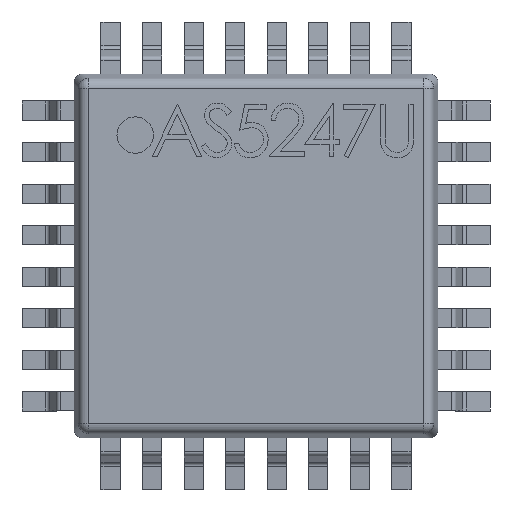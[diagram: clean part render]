
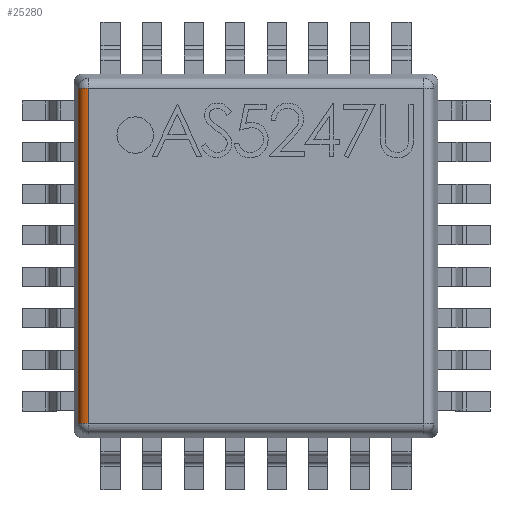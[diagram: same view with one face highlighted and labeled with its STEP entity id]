
A CAD part, top view. The second image highlights one B-rep face of the part: STEP entity #25280.
In plain terms, the highlighted cylindrical face has radius 0.2 mm (diameter 0.4 mm), a partial arc.
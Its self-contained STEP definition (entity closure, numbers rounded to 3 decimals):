
#693 = VERTEX_POINT ( 'NONE', #26188 ) ;
#924 = AXIS2_PLACEMENT_3D ( 'NONE', #14287, #2956, #935 ) ;
#935 = DIRECTION ( 'NONE',  ( 0., 0., 1. ) ) ;
#2956 = DIRECTION ( 'NONE',  ( 0., 1., 0. ) ) ;
#3261 = EDGE_CURVE ( 'NONE', #693, #6300, #20654, .T. ) ;
#3338 = AXIS2_PLACEMENT_3D ( 'NONE', #18147, #15778, #4590 ) ;
#3561 = CARTESIAN_POINT ( 'NONE',  ( -3.422, 3.226, 1.042 ) ) ;
#3996 = CARTESIAN_POINT ( 'NONE',  ( -3.226, -3.226, 1.2 ) ) ;
#4237 = CIRCLE ( 'NONE', #3338, 0.2 ) ;
#4590 = DIRECTION ( 'NONE',  ( 0., 0., 1. ) ) ;
#5046 = CARTESIAN_POINT ( 'NONE',  ( -3.226, 0., 1.2 ) ) ;
#5188 = EDGE_CURVE ( 'NONE', #26467, #6300, #4237, .T. ) ;
#5259 = DIRECTION ( 'NONE',  ( 0., 1., 0. ) ) ;
#5568 = CYLINDRICAL_SURFACE ( 'NONE', #924, 0.2 ) ;
#6300 = VERTEX_POINT ( 'NONE', #3561 ) ;
#6564 = ORIENTED_EDGE ( 'NONE', *, *, #3261, .F. ) ;
#6568 = VECTOR ( 'NONE', #5259, 1000. ) ;
#7484 = ORIENTED_EDGE ( 'NONE', *, *, #10033, .T. ) ;
#8418 = ORIENTED_EDGE ( 'NONE', *, *, #5188, .T. ) ;
#10033 = EDGE_CURVE ( 'NONE', #693, #12457, #19381, .T. ) ;
#10764 = VECTOR ( 'NONE', #27399, 1000. ) ;
#12457 = VERTEX_POINT ( 'NONE', #3996 ) ;
#14287 = CARTESIAN_POINT ( 'NONE',  ( -3.226, -3.5, 1. ) ) ;
#14567 = DIRECTION ( 'NONE',  ( 0., 0., 1. ) ) ;
#15778 = DIRECTION ( 'NONE',  ( 0., -1., 0. ) ) ;
#17325 = CARTESIAN_POINT ( 'NONE',  ( -3.226, -3.226, 1. ) ) ;
#18147 = CARTESIAN_POINT ( 'NONE',  ( -3.226, 3.226, 1. ) ) ;
#19381 = CIRCLE ( 'NONE', #22147, 0.2 ) ;
#19752 = ORIENTED_EDGE ( 'NONE', *, *, #26620, .F. ) ;
#20654 = LINE ( 'NONE', #24962, #6568 ) ;
#20792 = CARTESIAN_POINT ( 'NONE',  ( -3.226, 3.226, 1.2 ) ) ;
#20816 = FACE_OUTER_BOUND ( 'NONE', #27372, .T. ) ;
#21018 = LINE ( 'NONE', #5046, #10764 ) ;
#22147 = AXIS2_PLACEMENT_3D ( 'NONE', #17325, #26137, #14567 ) ;
#24962 = CARTESIAN_POINT ( 'NONE',  ( -3.422, -3.5, 1.042 ) ) ;
#25280 = ADVANCED_FACE ( 'NONE', ( #20816 ), #5568, .T. ) ;
#26137 = DIRECTION ( 'NONE',  ( 0., 1., 0. ) ) ;
#26188 = CARTESIAN_POINT ( 'NONE',  ( -3.422, -3.226, 1.042 ) ) ;
#26467 = VERTEX_POINT ( 'NONE', #20792 ) ;
#26620 = EDGE_CURVE ( 'NONE', #26467, #12457, #21018, .T. ) ;
#27372 = EDGE_LOOP ( 'NONE', ( #6564, #7484, #19752, #8418 ) ) ;
#27399 = DIRECTION ( 'NONE',  ( 0., -1., 0. ) ) ;
